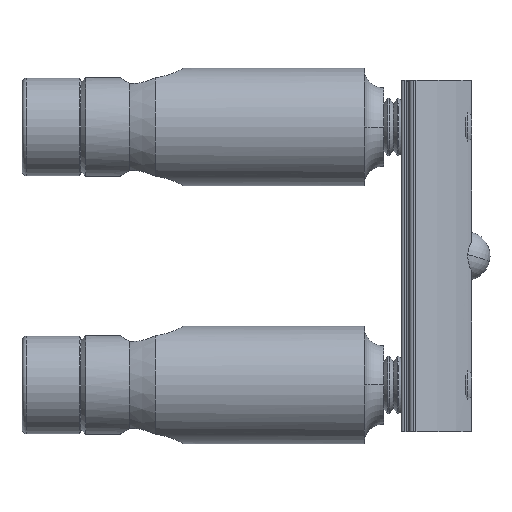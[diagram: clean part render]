
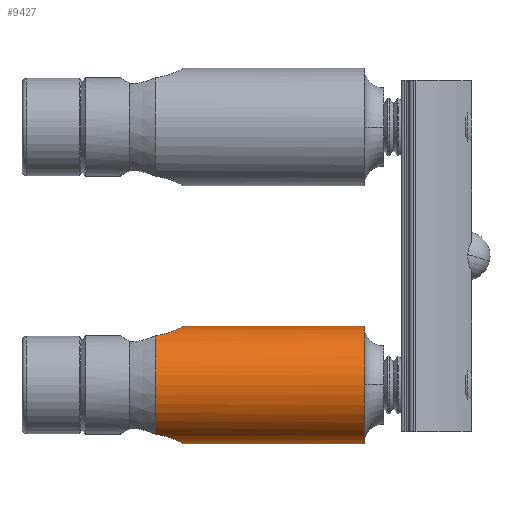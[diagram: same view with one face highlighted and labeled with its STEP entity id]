
A CAD part, left-side view. The second image highlights one B-rep face of the part: STEP entity #9427.
In plain terms, the highlighted cylindrical face has radius 6 mm (diameter 12 mm), a partial arc.
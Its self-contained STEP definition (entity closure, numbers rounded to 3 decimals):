
#43 = CARTESIAN_POINT ( 'NONE',  ( -1.873, 22.887, 10.503 ) ) ;
#82 = CARTESIAN_POINT ( 'NONE',  ( -3.23, 25.19, 9.856 ) ) ;
#97 = CARTESIAN_POINT ( 'NONE',  ( -3.207, 24.987, 9.871 ) ) ;
#100 = CARTESIAN_POINT ( 'NONE',  ( -3.166, 24.789, 9.897 ) ) ;
#114 = CARTESIAN_POINT ( 'NONE',  ( -3.049, 24.406, 9.968 ) ) ;
#134 = CARTESIAN_POINT ( 'NONE',  ( -2.795, 23.879, 10.11 ) ) ;
#136 = CARTESIAN_POINT ( 'NONE',  ( -2.689, 23.715, 10.165 ) ) ;
#144 = CARTESIAN_POINT ( 'NONE',  ( -2.45, 23.406, 10.278 ) ) ;
#149 = CARTESIAN_POINT ( 'NONE',  ( -2.319, 23.265, 10.336 ) ) ;
#163 = CARTESIAN_POINT ( 'NONE',  ( -2.031, 23.005, 10.448 ) ) ;
#210 = CARTESIAN_POINT ( 'NONE',  ( -1.539, 22.681, 10.602 ) ) ;
#225 = CARTESIAN_POINT ( 'NONE',  ( -1.364, 22.593, 10.646 ) ) ;
#229 = CARTESIAN_POINT ( 'NONE',  ( -0.993, 22.449, 10.72 ) ) ;
#244 = CARTESIAN_POINT ( 'NONE',  ( -0.798, 22.393, 10.75 ) ) ;
#269 = CARTESIAN_POINT ( 'NONE',  ( 0., 22.3, 10.8 ) ) ;
#313 = CARTESIAN_POINT ( 'NONE',  ( -0.404, 22.319, 10.79 ) ) ;
#318 = CARTESIAN_POINT ( 'NONE',  ( -2.974, 24.225, 10.012 ) ) ;
#321 = CARTESIAN_POINT ( 'NONE',  ( -0.204, 22.3, 10.8 ) ) ;
#445 = VECTOR ( 'NONE', #3264, 1000. ) ;
#668 = LINE ( 'NONE', #3927, #445 ) ;
#688 = VERTEX_POINT ( 'NONE', #3451 ) ;
#1004 = EDGE_CURVE ( 'NONE', #7787, #10098, #9918, .T. ) ;
#1252 = DIRECTION ( 'NONE',  ( 0., 0., -1. ) ) ;
#1267 = DIRECTION ( 'NONE',  ( 0., 1., 0. ) ) ;
#1283 = CARTESIAN_POINT ( 'NONE',  ( 0., 3.8, 4.8 ) ) ;
#1488 = CARTESIAN_POINT ( 'NONE',  ( 0., 22.3, 10.8 ) ) ;
#1605 = CARTESIAN_POINT ( 'NONE',  ( -3.23, 25.19, -0.256 ) ) ;
#1740 = EDGE_CURVE ( 'NONE', #10098, #8458, #2343, .T. ) ;
#2327 = EDGE_CURVE ( 'NONE', #688, #11039, #4860, .T. ) ;
#2343 = CIRCLE ( 'NONE', #10054, 6. ) ;
#2985 = VERTEX_POINT ( 'NONE', #3746 ) ;
#3226 = ORIENTED_EDGE ( 'NONE', *, *, #5663, .T. ) ;
#3264 = DIRECTION ( 'NONE',  ( 0., -1., 0. ) ) ;
#3305 = ORIENTED_EDGE ( 'NONE', *, *, #6532, .T. ) ;
#3451 = CARTESIAN_POINT ( 'NONE',  ( 0., 3.8, -1.2 ) ) ;
#3746 = CARTESIAN_POINT ( 'NONE',  ( 0., 3.8, 10.8 ) ) ;
#3927 = CARTESIAN_POINT ( 'NONE',  ( 0., 1.8, -1.2 ) ) ;
#4056 = CARTESIAN_POINT ( 'NONE',  ( -6., 3.8, 4.8 ) ) ;
#4670 = B_SPLINE_CURVE_WITH_KNOTS ( 'NONE', 3,
 ( #9462, #9276, #9231, #9224, #9211, #9157, #9148, #9136, #9124, #9104, #9071, #9055, #9041, #9035, #8987, #8966, #8931, #8882 ),
 .UNSPECIFIED., .F., .F.,
 ( 4, 2, 2, 2, 2, 2, 2, 2, 4 ),
 ( 0., 0.001, 0.001, 0.002, 0.002, 0.003, 0.004, 0.004, 0.005 ),
 .UNSPECIFIED. ) ;
#4860 = CIRCLE ( 'NONE', #5768, 6. ) ;
#4937 = CARTESIAN_POINT ( 'NONE',  ( 0., 3.8, 4.8 ) ) ;
#5061 = DIRECTION ( 'NONE',  ( 0., 0., -1. ) ) ;
#5070 = DIRECTION ( 'NONE',  ( 0., 1., 0. ) ) ;
#5154 = EDGE_LOOP ( 'NONE', ( #11016, #7860, #6270, #11203, #3226, #11367, #3305 ) ) ;
#5663 = EDGE_CURVE ( 'NONE', #6904, #688, #668, .T. ) ;
#5768 = AXIS2_PLACEMENT_3D ( 'NONE', #1283, #1267, #1252 ) ;
#5900 = DIRECTION ( 'NONE',  ( 0., 0., -1. ) ) ;
#5901 = DIRECTION ( 'NONE',  ( 0., -1., 0. ) ) ;
#5911 = CARTESIAN_POINT ( 'NONE',  ( 0., 25.19, 4.8 ) ) ;
#6270 = ORIENTED_EDGE ( 'NONE', *, *, #1740, .T. ) ;
#6532 = EDGE_CURVE ( 'NONE', #11039, #2985, #8647, .T. ) ;
#6873 = CARTESIAN_POINT ( 'NONE',  ( 0., 1.8, 10.8 ) ) ;
#6876 = AXIS2_PLACEMENT_3D ( 'NONE', #4937, #5070, #5061 ) ;
#6896 = DIRECTION ( 'NONE',  ( 0., -1., 0. ) ) ;
#6904 = VERTEX_POINT ( 'NONE', #7570 ) ;
#6920 = CARTESIAN_POINT ( 'NONE',  ( -3.23, 25.19, 9.856 ) ) ;
#7265 = DIRECTION ( 'NONE',  ( 0., 0., -1. ) ) ;
#7417 = DIRECTION ( 'NONE',  ( 0., -1., 0. ) ) ;
#7570 = CARTESIAN_POINT ( 'NONE',  ( 0., 22.3, -1.2 ) ) ;
#7751 = CARTESIAN_POINT ( 'NONE',  ( 0., 1.8, 4.8 ) ) ;
#7787 = VERTEX_POINT ( 'NONE', #1488 ) ;
#7860 = ORIENTED_EDGE ( 'NONE', *, *, #1004, .T. ) ;
#8458 = VERTEX_POINT ( 'NONE', #1605 ) ;
#8575 = FACE_OUTER_BOUND ( 'NONE', #5154, .T. ) ;
#8617 = CYLINDRICAL_SURFACE ( 'NONE', #10507, 6. ) ;
#8647 = CIRCLE ( 'NONE', #6876, 6. ) ;
#8882 = CARTESIAN_POINT ( 'NONE',  ( 0., 22.3, -1.2 ) ) ;
#8931 = CARTESIAN_POINT ( 'NONE',  ( -0.204, 22.3, -1.2 ) ) ;
#8966 = CARTESIAN_POINT ( 'NONE',  ( -0.409, 22.32, -1.189 ) ) ;
#8987 = CARTESIAN_POINT ( 'NONE',  ( -0.804, 22.395, -1.149 ) ) ;
#9035 = CARTESIAN_POINT ( 'NONE',  ( -0.995, 22.45, -1.12 ) ) ;
#9041 = CARTESIAN_POINT ( 'NONE',  ( -1.363, 22.593, -1.046 ) ) ;
#9055 = CARTESIAN_POINT ( 'NONE',  ( -1.542, 22.683, -1.001 ) ) ;
#9071 = CARTESIAN_POINT ( 'NONE',  ( -1.876, 22.889, -0.902 ) ) ;
#9104 = CARTESIAN_POINT ( 'NONE',  ( -2.031, 23.005, -0.848 ) ) ;
#9124 = CARTESIAN_POINT ( 'NONE',  ( -2.319, 23.264, -0.736 ) ) ;
#9136 = CARTESIAN_POINT ( 'NONE',  ( -2.452, 23.408, -0.678 ) ) ;
#9148 = CARTESIAN_POINT ( 'NONE',  ( -2.69, 23.716, -0.565 ) ) ;
#9157 = CARTESIAN_POINT ( 'NONE',  ( -2.794, 23.879, -0.511 ) ) ;
#9211 = CARTESIAN_POINT ( 'NONE',  ( -2.975, 24.228, -0.411 ) ) ;
#9224 = CARTESIAN_POINT ( 'NONE',  ( -3.051, 24.413, -0.367 ) ) ;
#9231 = CARTESIAN_POINT ( 'NONE',  ( -3.167, 24.792, -0.297 ) ) ;
#9276 = CARTESIAN_POINT ( 'NONE',  ( -3.207, 24.987, -0.271 ) ) ;
#9427 = ADVANCED_FACE ( 'NONE', ( #8575 ), #8617, .T. ) ;
#9462 = CARTESIAN_POINT ( 'NONE',  ( -3.23, 25.19, -0.256 ) ) ;
#9918 = B_SPLINE_CURVE_WITH_KNOTS ( 'NONE', 3,
 ( #269, #321, #313, #244, #229, #225, #210, #43, #163, #149, #144, #136, #134, #318, #114, #100, #97, #82 ),
 .UNSPECIFIED., .F., .F.,
 ( 4, 2, 2, 2, 2, 2, 2, 2, 4 ),
 ( 0., 0.001, 0.001, 0.002, 0.002, 0.003, 0.004, 0.004, 0.005 ),
 .UNSPECIFIED. ) ;
#10054 = AXIS2_PLACEMENT_3D ( 'NONE', #5911, #5901, #5900 ) ;
#10098 = VERTEX_POINT ( 'NONE', #6920 ) ;
#10122 = EDGE_CURVE ( 'NONE', #7787, #2985, #10711, .T. ) ;
#10507 = AXIS2_PLACEMENT_3D ( 'NONE', #7751, #7417, #7265 ) ;
#10711 = LINE ( 'NONE', #6873, #10782 ) ;
#10782 = VECTOR ( 'NONE', #6896, 1000. ) ;
#11016 = ORIENTED_EDGE ( 'NONE', *, *, #10122, .F. ) ;
#11039 = VERTEX_POINT ( 'NONE', #4056 ) ;
#11203 = ORIENTED_EDGE ( 'NONE', *, *, #11232, .T. ) ;
#11232 = EDGE_CURVE ( 'NONE', #8458, #6904, #4670, .T. ) ;
#11367 = ORIENTED_EDGE ( 'NONE', *, *, #2327, .T. ) ;
